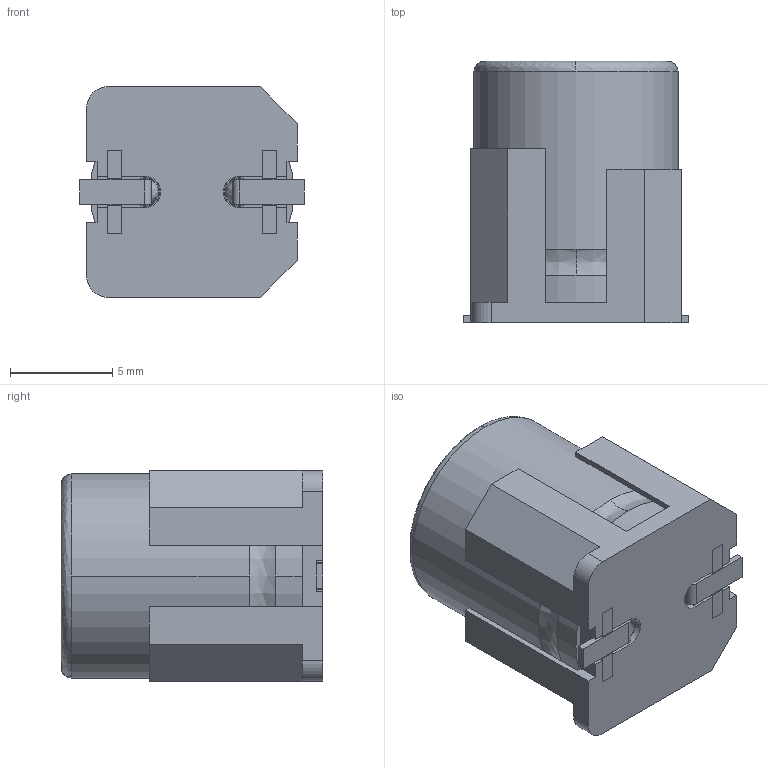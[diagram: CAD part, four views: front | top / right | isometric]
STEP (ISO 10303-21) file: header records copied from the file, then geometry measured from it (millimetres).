
FILE_DESCRIPTION (( 'STEP AP214' ), '1' );
FILE_NAME ('EEHZS1E471V.STEP', '2021-07-07T17:04:54', ( '' ), ( '' ), 'SwSTEP 2.0', 'SolidWorks 2017', '' );
FILE_SCHEMA (( 'AUTOMOTIVE_DESIGN' ));
Length unit declared in the file: millimetre
Products named in the file (1): EEHZS1E471V
Bounding box: 11 x 12.8 x 10.3 mm (x, y, z)
Volume: 1137.3 mm3; surface area: 1152.2 mm2
Topology: 6 solids, 6 shells, 139 faces, 382 edges, 252 vertices
Faces by surface type: plane 109, cylinder 22, bspline 8
Entity records: 6086 total; most frequent: CARTESIAN_POINT 932, ORIENTED_EDGE 756, DIRECTION 698, EDGE_CURVE 378, LINE 310, VECTOR 310, VERTEX_POINT 252, AXIS2_PLACEMENT_3D 194
